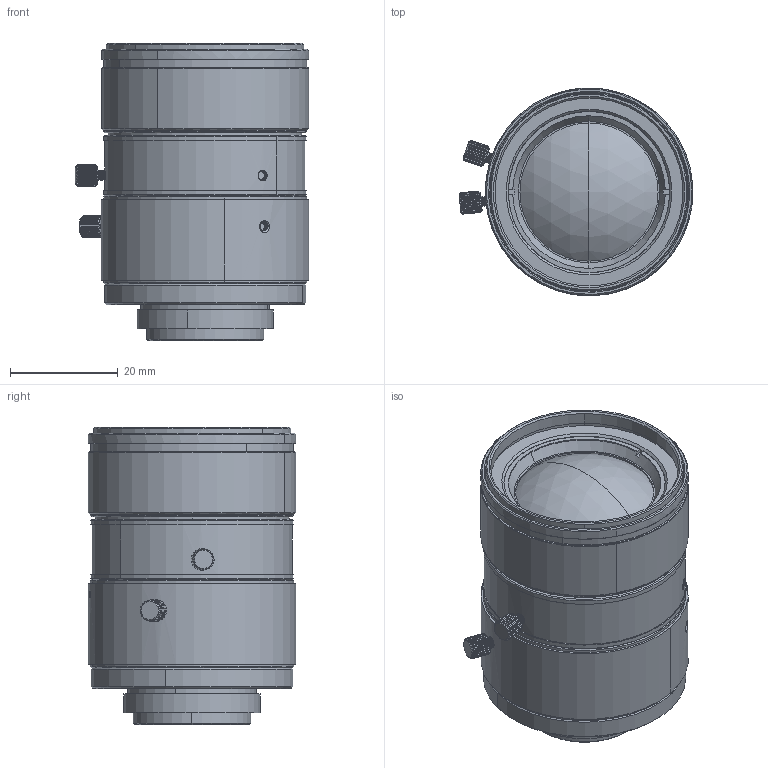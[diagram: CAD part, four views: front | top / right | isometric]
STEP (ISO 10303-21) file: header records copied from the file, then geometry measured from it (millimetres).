
FILE_DESCRIPTION (( 'STEP AP203' ), '1' );
FILE_NAME ('600064.STEP', '2022-02-14T02:41:09', ( '' ), ( '' ), 'SwSTEP 2.0', 'SolidWorks 2020', '' );
FILE_SCHEMA (( 'CONFIG_CONTROL_DESIGN' ));
Length unit declared in the file: millimetre
Products named in the file (1): 600064
Bounding box: 43.48 x 38.6 x 55.25 mm (x, y, z)
Volume: 54305.7 mm3; surface area: 15193.7 mm2
Topology: 7 solids, 9 shells, 827 faces, 2134 edges, 1376 vertices
Faces by surface type: cylinder 409, plane 241, cone 105, bspline 54, torus 12, sphere 6
Entity records: 44623 total; most frequent: CARTESIAN_POINT 26031, ORIENTED_EDGE 4268, DIRECTION 3228, EDGE_CURVE 2134, VERTEX_POINT 1376, AXIS2_PLACEMENT_3D 1274, B_SPLINE_CURVE_WITH_KNOTS 941, EDGE_LOOP 880
